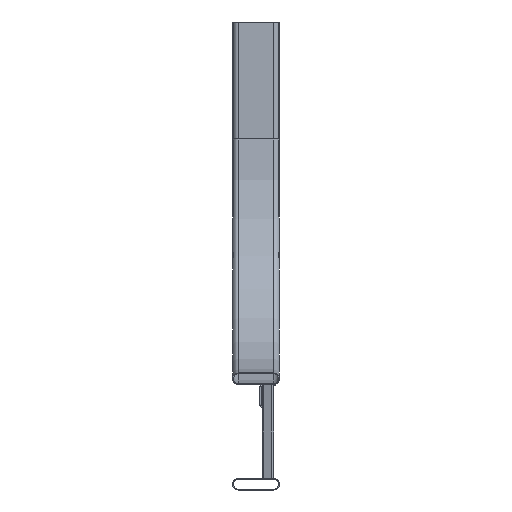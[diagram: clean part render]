
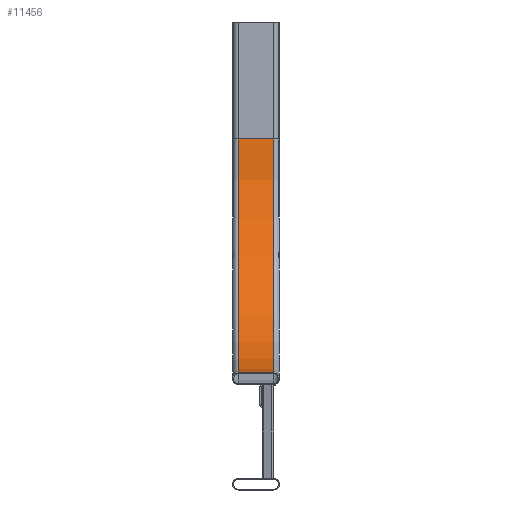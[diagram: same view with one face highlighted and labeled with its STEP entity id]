
A CAD part, left-side view. The second image highlights one B-rep face of the part: STEP entity #11456.
In plain terms, the highlighted cylindrical face has radius 300 mm (diameter 600 mm), a partial arc.
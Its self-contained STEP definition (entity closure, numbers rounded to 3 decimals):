
#388 = ORIENTED_EDGE ( 'NONE', *, *, #13630, .T. ) ;
#622 = CARTESIAN_POINT ( 'NONE',  ( -75., 22.5, 442.5 ) ) ;
#2927 = DIRECTION ( 'NONE',  ( 1., 0., 0. ) ) ;
#2932 = AXIS2_PLACEMENT_3D ( 'NONE', #18184, #6129, #20179 ) ;
#5542 = AXIS2_PLACEMENT_3D ( 'NONE', #25000, #9026, #2927 ) ;
#6129 = DIRECTION ( 'NONE',  ( 0., -1., 0. ) ) ;
#7221 = CARTESIAN_POINT ( 'NONE',  ( -75., -22.5, 442.5 ) ) ;
#7538 = EDGE_LOOP ( 'NONE', ( #12031, #8916, #388, #26037 ) ) ;
#8679 = DIRECTION ( 'NONE',  ( 0., -1., 0. ) ) ;
#8916 = ORIENTED_EDGE ( 'NONE', *, *, #17047, .T. ) ;
#9026 = DIRECTION ( 'NONE',  ( 0., -1., 0. ) ) ;
#10311 = VECTOR ( 'NONE', #10988, 1000. ) ;
#10988 = DIRECTION ( 'NONE',  ( 0., 1., 0. ) ) ;
#11340 = EDGE_CURVE ( 'NONE', #19394, #12011, #25314, .T. ) ;
#11456 = ADVANCED_FACE ( 'NONE', ( #18103 ), #22162, .F. ) ;
#12011 = VERTEX_POINT ( 'NONE', #622 ) ;
#12031 = ORIENTED_EDGE ( 'NONE', *, *, #24110, .F. ) ;
#13630 = EDGE_CURVE ( 'NONE', #17425, #12011, #19852, .T. ) ;
#16275 = DIRECTION ( 'NONE',  ( 0., 1., 0. ) ) ;
#17047 = EDGE_CURVE ( 'NONE', #21182, #17425, #22120, .T. ) ;
#17425 = VERTEX_POINT ( 'NONE', #7221 ) ;
#18103 = FACE_OUTER_BOUND ( 'NONE', #7538, .T. ) ;
#18176 = AXIS2_PLACEMENT_3D ( 'NONE', #20695, #8679, #22734 ) ;
#18184 = CARTESIAN_POINT ( 'NONE',  ( -375., -22.5, 442.5 ) ) ;
#18255 = CARTESIAN_POINT ( 'NONE',  ( -75., -22.5, 442.5 ) ) ;
#19230 = VECTOR ( 'NONE', #16275, 1000. ) ;
#19394 = VERTEX_POINT ( 'NONE', #24027 ) ;
#19852 = LINE ( 'NONE', #18255, #19230 ) ;
#20179 = DIRECTION ( 'NONE',  ( 1., 0., 0. ) ) ;
#20695 = CARTESIAN_POINT ( 'NONE',  ( -375., 22.5, 442.5 ) ) ;
#20999 = CARTESIAN_POINT ( 'NONE',  ( -375., -22.5, 142.5 ) ) ;
#21182 = VERTEX_POINT ( 'NONE', #24906 ) ;
#21639 = LINE ( 'NONE', #20999, #10311 ) ;
#22120 = CIRCLE ( 'NONE', #2932, 300. ) ;
#22162 = CYLINDRICAL_SURFACE ( 'NONE', #5542, 300. ) ;
#22734 = DIRECTION ( 'NONE',  ( 1., 0., 0. ) ) ;
#24027 = CARTESIAN_POINT ( 'NONE',  ( -375., 22.5, 142.5 ) ) ;
#24110 = EDGE_CURVE ( 'NONE', #21182, #19394, #21639, .T. ) ;
#24906 = CARTESIAN_POINT ( 'NONE',  ( -375., -22.5, 142.5 ) ) ;
#25000 = CARTESIAN_POINT ( 'NONE',  ( -375., 0., 442.5 ) ) ;
#25314 = CIRCLE ( 'NONE', #18176, 300. ) ;
#26037 = ORIENTED_EDGE ( 'NONE', *, *, #11340, .F. ) ;
